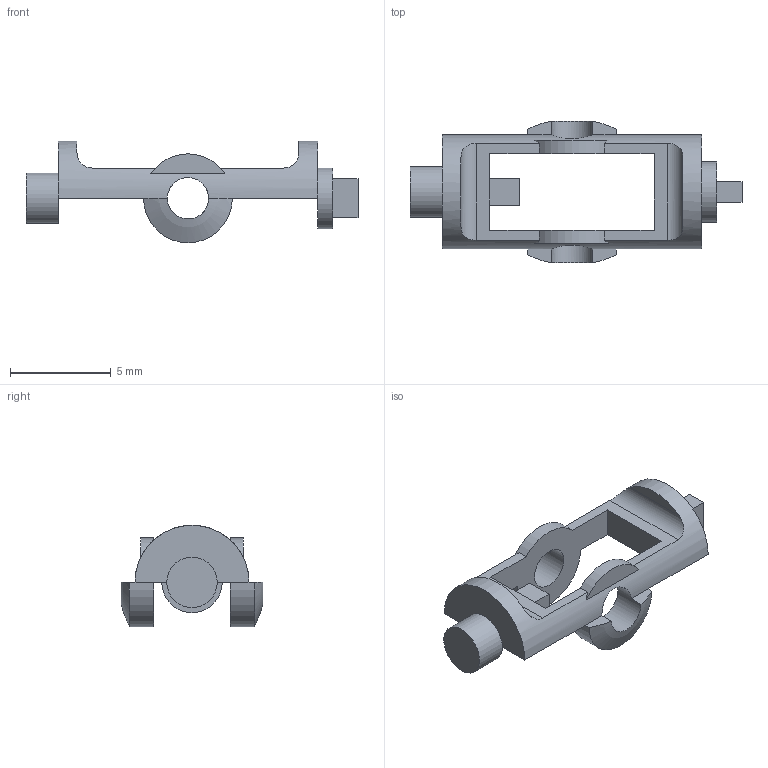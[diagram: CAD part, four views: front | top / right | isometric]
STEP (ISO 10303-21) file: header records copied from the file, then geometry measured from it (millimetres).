
FILE_DESCRIPTION(('FreeCAD Model'),'2;1');
FILE_NAME('Open CASCADE Shape Model','2025-04-13T15:53:14',(''),(''), 'Open CASCADE STEP processor 7.8','FreeCAD','Unknown');
FILE_SCHEMA(('AUTOMOTIVE_DESIGN { 1 0 10303 214 1 1 1 1 }'));
Length unit declared in the file: millimetre
Products named in the file (1): GUIDE_X
Bounding box: 16.45 x 7.03 x 5.03 mm (x, y, z)
Volume: 100.2 mm3; surface area: 280 mm2
Topology: 1 solids, 1 shells, 44 faces, 120 edges, 76 vertices
Faces by surface type: plane 31, cylinder 11, revolution 2
Full cylindrical faces by diameter (mm): 2.05 x2, 2.5 x1, 3 x1
Entity records: 1994 total; most frequent: CARTESIAN_POINT 847, ORIENTED_EDGE 240, DIRECTION 224, EDGE_CURVE 120, LINE 84, VECTOR 84, VERTEX_POINT 76, AXIS2_PLACEMENT_3D 69
